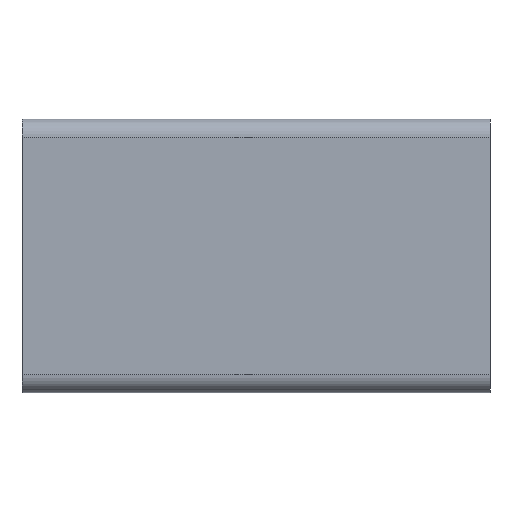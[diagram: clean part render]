
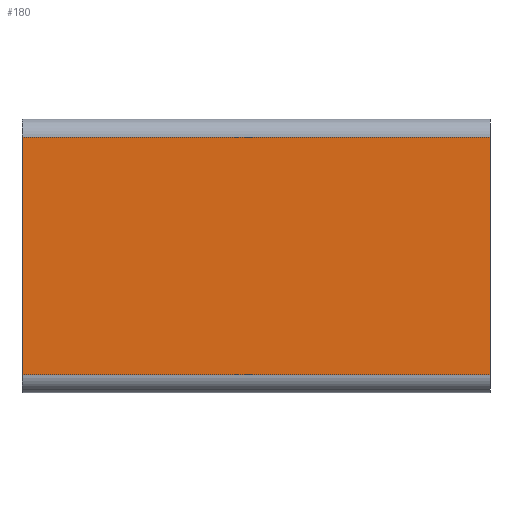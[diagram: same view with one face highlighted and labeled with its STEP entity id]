
A CAD part, top view. The second image highlights one B-rep face of the part: STEP entity #180.
In plain terms, the highlighted planar face has unit normal (0, 0, 1).
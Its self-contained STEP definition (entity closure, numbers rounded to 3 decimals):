
#19=PLANE('',#212);
#28=FACE_OUTER_BOUND('',#38,.T.);
#38=EDGE_LOOP('',(#157,#158,#159,#160));
#48=LINE('',#295,#64);
#53=LINE('',#311,#69);
#55=LINE('',#315,#71);
#56=LINE('',#317,#72);
#64=VECTOR('',#238,10.);
#69=VECTOR('',#255,10.);
#71=VECTOR('',#261,10.);
#72=VECTOR('',#264,10.);
#90=VERTEX_POINT('',#292);
#91=VERTEX_POINT('',#294);
#95=VERTEX_POINT('',#308);
#96=VERTEX_POINT('',#310);
#108=EDGE_CURVE('',#91,#90,#48,.T.);
#116=EDGE_CURVE('',#96,#95,#53,.T.);
#119=EDGE_CURVE('',#91,#95,#55,.T.);
#120=EDGE_CURVE('',#96,#90,#56,.T.);
#157=ORIENTED_EDGE('',*,*,#119,.F.);
#158=ORIENTED_EDGE('',*,*,#108,.T.);
#159=ORIENTED_EDGE('',*,*,#120,.F.);
#160=ORIENTED_EDGE('',*,*,#116,.T.);
#180=ADVANCED_FACE('',(#28),#19,.T.);
#212=AXIS2_PLACEMENT_3D('',#316,#262,#263);
#238=DIRECTION('',(0.,-1.,0.));
#255=DIRECTION('',(0.,1.,0.));
#261=DIRECTION('',(1.,0.,0.));
#262=DIRECTION('center_axis',(0.,0.,1.));
#263=DIRECTION('ref_axis',(1.,0.,0.));
#264=DIRECTION('',(-1.,0.,0.));
#292=CARTESIAN_POINT('',(-11.,2.1,15.));
#294=CARTESIAN_POINT('',(-11.,35.1,15.));
#295=CARTESIAN_POINT('',(-11.,37.6,15.));
#308=CARTESIAN_POINT('',(54.,35.1,15.));
#310=CARTESIAN_POINT('',(54.,2.1,15.));
#311=CARTESIAN_POINT('',(54.,-0.4,15.));
#315=CARTESIAN_POINT('',(37.75,35.1,15.));
#316=CARTESIAN_POINT('Origin',(21.5,18.6,15.));
#317=CARTESIAN_POINT('',(5.25,2.1,15.));
